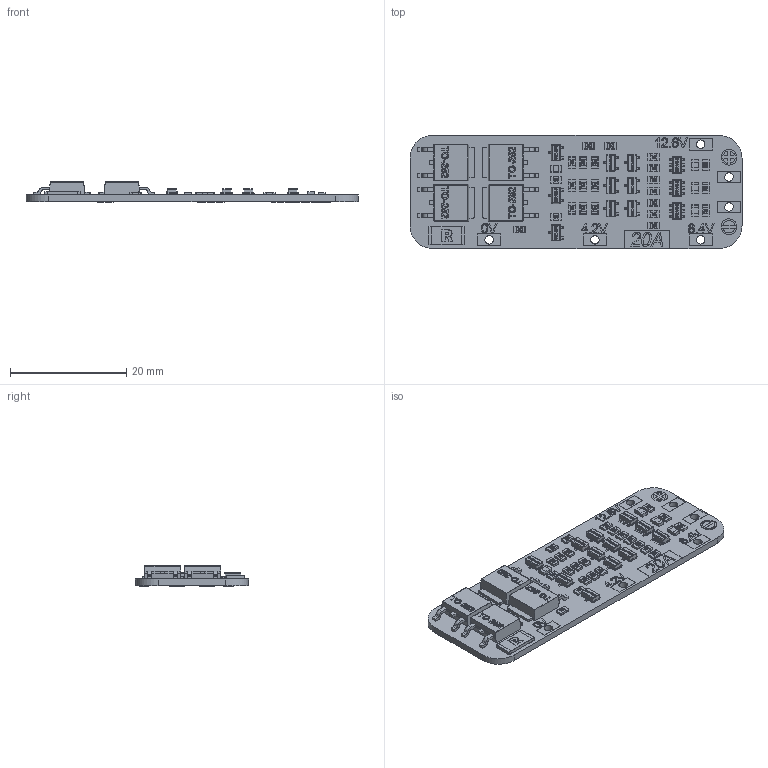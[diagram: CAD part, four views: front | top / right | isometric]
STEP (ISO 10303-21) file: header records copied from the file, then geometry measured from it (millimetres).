
FILE_DESCRIPTION(('FreeCAD Model'),'2;1');
FILE_NAME('Open CASCADE Shape Model','2025-04-30T08:00:19',('FreeCAD'),( 'FreeCAD'),'Open CASCADE STEP processor 7.6','FreeCAD','Unknown');
FILE_SCHEMA(('AUTOMOTIVE_DESIGN { 1 0 10303 214 1 1 1 1 }'));
Products named in the file (1): Open CASCADE STEP translator 7.6 1
Bounding box: 57.06 x 19.44 x 3.45 mm (x, y, z)
Volume: 1716.2 mm3; surface area: 3787.4 mm2
Topology: 120 solids, 120 shells, 6068 faces, 15166 edges, 9133 vertices
Faces by surface type: bspline 6068
Entity records: 232193 total; most frequent: CARTESIAN_POINT 144288, ORIENTED_EDGE 29394, EDGE_CURVE 14697, B_SPLINE_CURVE_WITH_KNOTS 11853, VERTEX_POINT 9133, FACE_BOUND 6344, EDGE_LOOP 6344, ADVANCED_FACE 6068
